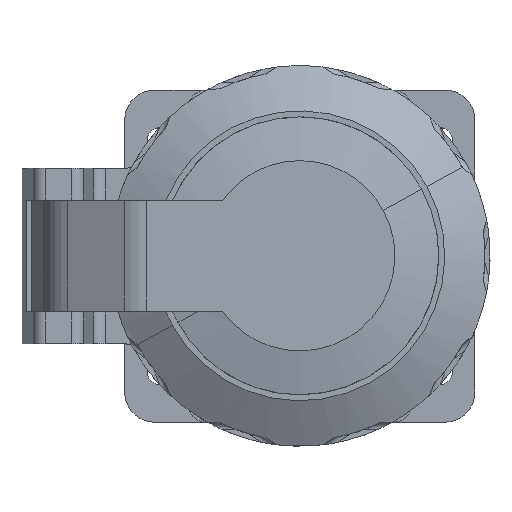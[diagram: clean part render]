
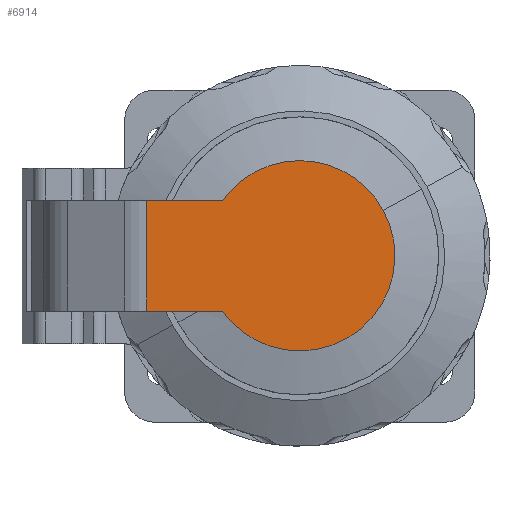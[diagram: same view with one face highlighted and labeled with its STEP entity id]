
A CAD part, top view. The second image highlights one B-rep face of the part: STEP entity #6914.
In plain terms, the highlighted planar face has unit normal (0, 0, 1).
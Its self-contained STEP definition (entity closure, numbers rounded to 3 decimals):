
#2562=DIRECTION('',(0.,1.,0.));
#2563=VECTOR('',#2562,18.3);
#2564=CARTESIAN_POINT('',(-25.313,-9.15,36.));
#2565=LINE('',#2564,#2563);
#2576=DIRECTION('',(1.,0.,0.));
#2577=VECTOR('',#2576,12.493);
#2578=CARTESIAN_POINT('',(-25.313,-9.15,36.));
#2579=LINE('',#2578,#2577);
#2583=DIRECTION('',(-1.,0.,0.));
#2584=VECTOR('',#2583,12.493);
#2585=CARTESIAN_POINT('',(-12.82,9.15,36.));
#2586=LINE('',#2585,#2584);
#2590=CARTESIAN_POINT('',(0.,0.,36.));
#2591=DIRECTION('',(0.,0.,1.));
#2592=DIRECTION('',(0.,1.,0.));
#2593=AXIS2_PLACEMENT_3D('',#2590,#2591,#2592);
#2598=CARTESIAN_POINT('',(0.,0.,36.));
#2599=DIRECTION('',(0.,0.,1.));
#2600=DIRECTION('',(0.878,0.479,0.));
#2601=AXIS2_PLACEMENT_3D('',#2598,#2599,#2600);
#2606=CARTESIAN_POINT('',(0.,0.,36.));
#2607=DIRECTION('',(0.,0.,1.));
#2608=DIRECTION('',(0.,-1.,0.));
#2609=AXIS2_PLACEMENT_3D('',#2606,#2607,#2608);
#2614=CARTESIAN_POINT('',(0.,0.,36.));
#2615=DIRECTION('',(0.,0.,1.));
#2616=DIRECTION('',(-0.814,-0.581,0.));
#2617=AXIS2_PLACEMENT_3D('',#2614,#2615,#2616);
#2657=CARTESIAN_POINT('',(-12.82,-9.15,
36.));
#4329=CARTESIAN_POINT('',(-25.313,9.15,36.));
#4330=VERTEX_POINT('',#4329);
#4331=CARTESIAN_POINT('',(-12.82,9.15,36.));
#4332=VERTEX_POINT('',#4331);
#4367=VERTEX_POINT('',#2657);
#4368=CARTESIAN_POINT('',(-25.313,-9.15,36.));
#4369=VERTEX_POINT('',#4368);
#4374=CARTESIAN_POINT('',(0.,-15.75,
36.));
#4375=VERTEX_POINT('',#4374);
#4376=CARTESIAN_POINT('',(13.822,7.551,36.));
#4377=VERTEX_POINT('',#4376);
#4378=CARTESIAN_POINT('',(0.,15.75,
36.));
#4379=VERTEX_POINT('',#4378);
#6895=CARTESIAN_POINT('',(15.75,0.,36.));
#6896=DIRECTION('',(0.,0.,1.));
#6897=DIRECTION('',(1.,0.,0.));
#6898=AXIS2_PLACEMENT_3D('',#6895,#6896,#6897);
#6899=PLANE('',#6898);
#6901=ORIENTED_EDGE('',*,*,#6900,.F.);
#6902=ORIENTED_EDGE('',*,*,#6880,.T.);
#6903=ORIENTED_EDGE('',*,*,#6815,.F.);
#6905=ORIENTED_EDGE('',*,*,#6904,.F.);
#6907=ORIENTED_EDGE('',*,*,#6906,.F.);
#6909=ORIENTED_EDGE('',*,*,#6908,.F.);
#6911=ORIENTED_EDGE('',*,*,#6910,.F.);
#6912=EDGE_LOOP('',(#6901,#6902,#6903,#6905,#6907,#6909,#6911));
#6913=FACE_OUTER_BOUND('',#6912,.F.);
#2594=CIRCLE('',#2593,15.75);
#2602=CIRCLE('',#2601,15.75);
#2610=CIRCLE('',#2609,15.75);
#2618=CIRCLE('',#2617,15.75);
#6815=EDGE_CURVE('',#4332,#4330,#2586,.T.);
#6880=EDGE_CURVE('',#4369,#4330,#2565,.T.);
#6900=EDGE_CURVE('',#4369,#4367,#2579,.T.);
#6904=EDGE_CURVE('',#4379,#4332,#2594,.T.);
#6906=EDGE_CURVE('',#4377,#4379,#2602,.T.);
#6908=EDGE_CURVE('',#4375,#4377,#2610,.T.);
#6910=EDGE_CURVE('',#4367,#4375,#2618,.T.);
#6914=ADVANCED_FACE('',(#6913),#6899,.T.);
